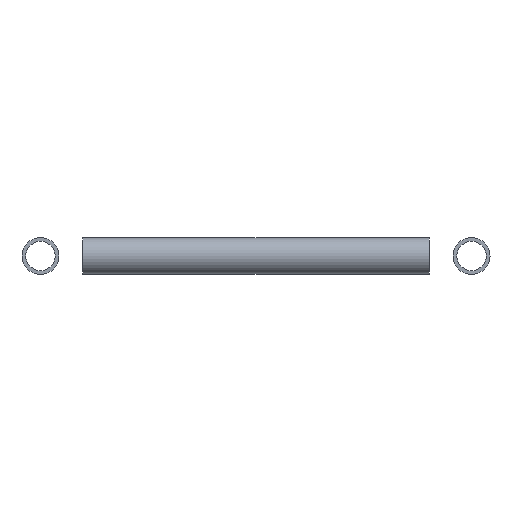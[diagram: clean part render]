
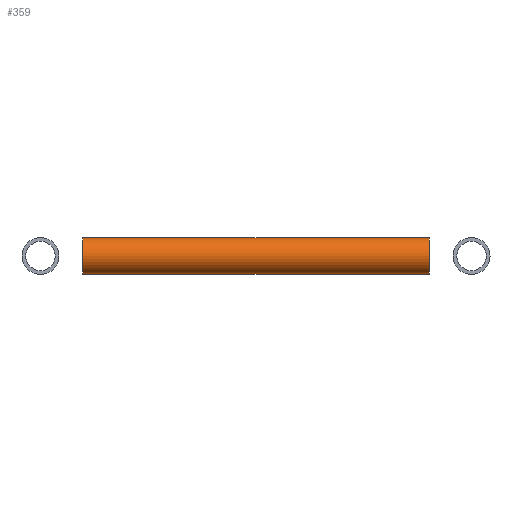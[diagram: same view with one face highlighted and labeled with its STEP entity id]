
A CAD part, left-side view. The second image highlights one B-rep face of the part: STEP entity #359.
In plain terms, the highlighted cylindrical face has radius 16.7 mm (diameter 33.4 mm), a partial arc.
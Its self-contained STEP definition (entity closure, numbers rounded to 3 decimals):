
#3 = VERTEX_POINT ( 'NONE', #185 ) ;
#10 = VECTOR ( 'NONE', #522, 1000. ) ;
#32 = LINE ( 'NONE', #381, #378 ) ;
#33 = DIRECTION ( 'NONE',  ( 0., 0., 1. ) ) ;
#40 = CARTESIAN_POINT ( 'NONE',  ( -189.05, -351.9, 16.7 ) ) ;
#64 = CARTESIAN_POINT ( 'NONE',  ( -189.05, -38.1, 0. ) ) ;
#72 = LINE ( 'NONE', #295, #10 ) ;
#75 = CARTESIAN_POINT ( 'NONE',  ( -189.05, -38.1, -16.7 ) ) ;
#87 = CARTESIAN_POINT ( 'NONE',  ( -189.05, -351.9, 0. ) ) ;
#90 = AXIS2_PLACEMENT_3D ( 'NONE', #127, #202, #33 ) ;
#95 = VERTEX_POINT ( 'NONE', #360 ) ;
#127 = CARTESIAN_POINT ( 'NONE',  ( -189.05, -351.9, 0. ) ) ;
#130 = EDGE_CURVE ( 'NONE', #527, #95, #230, .T. ) ;
#159 = DIRECTION ( 'NONE',  ( 0., 1., 0. ) ) ;
#163 = EDGE_CURVE ( 'NONE', #3, #322, #180, .T. ) ;
#180 = CIRCLE ( 'NONE', #549, 16.7 ) ;
#185 = CARTESIAN_POINT ( 'NONE',  ( -189.05, -38.1, 16.7 ) ) ;
#191 = AXIS2_PLACEMENT_3D ( 'NONE', #87, #490, #528 ) ;
#202 = DIRECTION ( 'NONE',  ( 0., 1., 0. ) ) ;
#203 = ORIENTED_EDGE ( 'NONE', *, *, #130, .F. ) ;
#230 = CIRCLE ( 'NONE', #191, 16.7 ) ;
#242 = DIRECTION ( 'NONE',  ( 1., 0., 0. ) ) ;
#257 = CYLINDRICAL_SURFACE ( 'NONE', #90, 16.7 ) ;
#265 = ORIENTED_EDGE ( 'NONE', *, *, #452, .T. ) ;
#295 = CARTESIAN_POINT ( 'NONE',  ( -189.05, -351.9, -16.7 ) ) ;
#315 = EDGE_CURVE ( 'NONE', #95, #322, #72, .T. ) ;
#322 = VERTEX_POINT ( 'NONE', #75 ) ;
#325 = ORIENTED_EDGE ( 'NONE', *, *, #315, .F. ) ;
#359 = ADVANCED_FACE ( 'NONE', ( #464 ), #257, .T. ) ;
#360 = CARTESIAN_POINT ( 'NONE',  ( -189.05, -351.9, -16.7 ) ) ;
#378 = VECTOR ( 'NONE', #159, 1000. ) ;
#381 = CARTESIAN_POINT ( 'NONE',  ( -189.05, -351.9, 16.7 ) ) ;
#419 = DIRECTION ( 'NONE',  ( 0., -1., 0. ) ) ;
#448 = ORIENTED_EDGE ( 'NONE', *, *, #163, .T. ) ;
#452 = EDGE_CURVE ( 'NONE', #527, #3, #32, .T. ) ;
#464 = FACE_OUTER_BOUND ( 'NONE', #547, .T. ) ;
#490 = DIRECTION ( 'NONE',  ( 0., -1., 0. ) ) ;
#522 = DIRECTION ( 'NONE',  ( 0., 1., 0. ) ) ;
#527 = VERTEX_POINT ( 'NONE', #40 ) ;
#528 = DIRECTION ( 'NONE',  ( 1., 0., 0. ) ) ;
#547 = EDGE_LOOP ( 'NONE', ( #325, #203, #265, #448 ) ) ;
#549 = AXIS2_PLACEMENT_3D ( 'NONE', #64, #419, #242 ) ;
